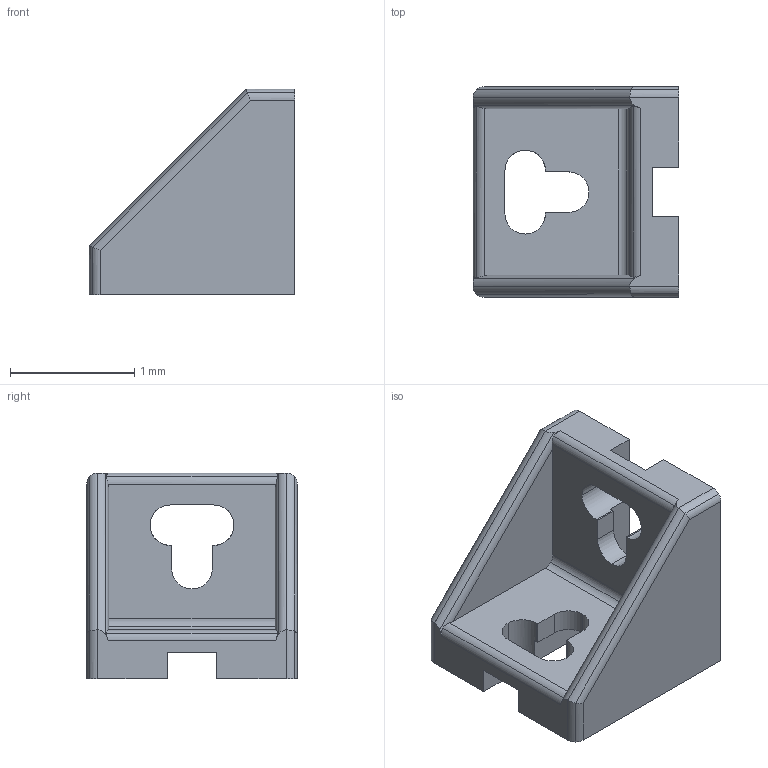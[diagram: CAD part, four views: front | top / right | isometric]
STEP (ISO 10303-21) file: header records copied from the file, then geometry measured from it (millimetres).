
FILE_DESCRIPTION((''),'2;1');
FILE_NAME('boschgusset45.stp','2002-01-17T16:30:59',('Administrator'),(''),'Autodesk Inventor (tm) 3.0','Autodesk Inventor (tm) 3.0','');
FILE_SCHEMA(('CONFIG_CONTROL_DESIGN'));
Length unit declared in the file: millimetre
Products named in the file (1): boschgusset45
Bounding box: 1.65 x 1.69 x 1.65 mm (x, y, z)
Volume: 1.8 mm3; surface area: 16.7 mm2
Topology: 1 solids, 1 shells, 68 faces, 196 edges, 128 vertices
Faces by surface type: cylinder 34, plane 34
Entity records: 2383 total; most frequent: CARTESIAN_POINT 449, ORIENTED_EDGE 392, DIRECTION 390, EDGE_CURVE 196, AXIS2_PLACEMENT_3D 133, VERTEX_POINT 128, VECTOR 124, LINE 124
